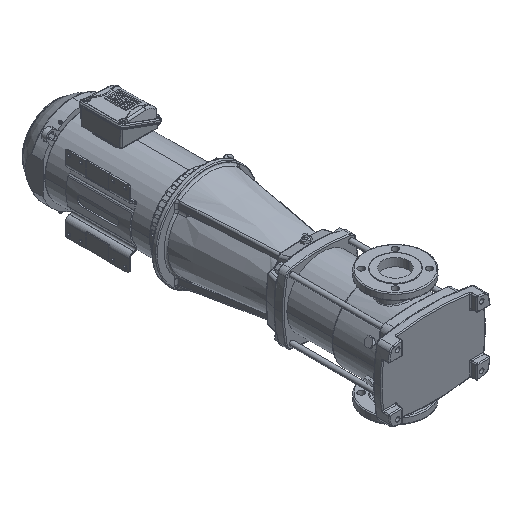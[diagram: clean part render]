
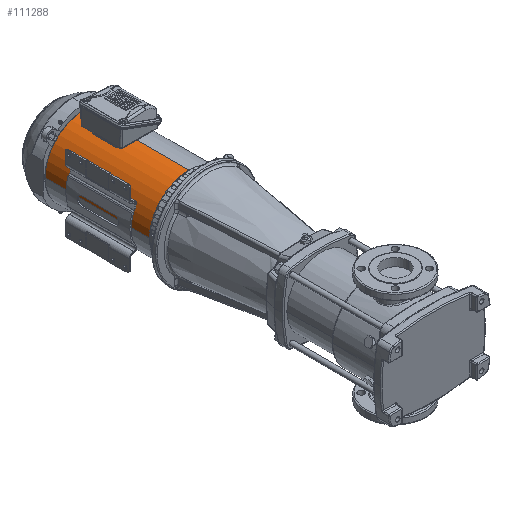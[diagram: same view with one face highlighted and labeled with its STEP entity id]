
A CAD part, isometric view. The second image highlights one B-rep face of the part: STEP entity #111288.
In plain terms, the highlighted cylindrical face has radius 124.3 mm (diameter 248.6 mm), a partial arc.
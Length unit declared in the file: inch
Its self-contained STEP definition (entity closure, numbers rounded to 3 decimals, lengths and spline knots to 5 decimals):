
#9614 = CARTESIAN_POINT ( 'NONE',  ( 6.01795, -0.74874, 4.8937 ) ) ;
#10700 = DIRECTION ( 'NONE',  ( -1., 0., 0. ) ) ;
#14119 = CARTESIAN_POINT ( 'NONE',  ( -6.94937, -0.74874, 4.8937 ) ) ;
#14811 = VERTEX_POINT ( 'NONE', #9614 ) ;
#21387 = DIRECTION ( 'NONE',  ( -1., 0., 0. ) ) ;
#23667 = CARTESIAN_POINT ( 'NONE',  ( 38.30292, -0.74874, 0. ) ) ;
#32294 = DIRECTION ( 'NONE',  ( -1., 0., 0. ) ) ;
#33128 = EDGE_CURVE ( 'NONE', #79543, #72778, #41533, .T. ) ;
#41533 = CIRCLE ( 'NONE', #48936, 4.8937 ) ;
#46809 = DIRECTION ( 'NONE',  ( 0., 0., 1. ) ) ;
#48008 = CARTESIAN_POINT ( 'NONE',  ( 6.01795, -5.64244, 0.00085 ) ) ;
#48936 = AXIS2_PLACEMENT_3D ( 'NONE', #103723, #68999, #140046 ) ;
#49441 = AXIS2_PLACEMENT_3D ( 'NONE', #23667, #21387, #46809 ) ;
#58401 = CYLINDRICAL_SURFACE ( 'NONE', #49441, 4.8937 ) ;
#58538 = CARTESIAN_POINT ( 'NONE',  ( 6.01795, -0.74874, 0. ) ) ;
#59153 = FACE_OUTER_BOUND ( 'NONE', #111834, .T. ) ;
#60413 = EDGE_CURVE ( 'NONE', #117119, #79543, #80159, .T. ) ;
#63789 = CARTESIAN_POINT ( 'NONE',  ( 38.30292, -0.74874, 4.8937 ) ) ;
#64904 = ORIENTED_EDGE ( 'NONE', *, *, #105751, .T. ) ;
#68999 = DIRECTION ( 'NONE',  ( -1., 0., 0. ) ) ;
#72778 = VERTEX_POINT ( 'NONE', #14119 ) ;
#74270 = ORIENTED_EDGE ( 'NONE', *, *, #33128, .F. ) ;
#74312 = EDGE_CURVE ( 'NONE', #117119, #14811, #123290, .T. ) ;
#79543 = VERTEX_POINT ( 'NONE', #91345 ) ;
#80159 = LINE ( 'NONE', #116429, #146474 ) ;
#91345 = CARTESIAN_POINT ( 'NONE',  ( -6.94937, -5.64244, 0.00085 ) ) ;
#100986 = AXIS2_PLACEMENT_3D ( 'NONE', #58538, #10700, #128813 ) ;
#103723 = CARTESIAN_POINT ( 'NONE',  ( -6.94937, -0.74874, 0. ) ) ;
#105751 = EDGE_CURVE ( 'NONE', #14811, #72778, #146412, .T. ) ;
#108689 = ORIENTED_EDGE ( 'NONE', *, *, #60413, .F. ) ;
#111288 = ADVANCED_FACE ( 'NONE', ( #59153 ), #58401, .T. ) ;
#111834 = EDGE_LOOP ( 'NONE', ( #129173, #64904, #74270, #108689 ) ) ;
#116429 = CARTESIAN_POINT ( 'NONE',  ( 38.30292, -5.64244, 0.00085 ) ) ;
#117119 = VERTEX_POINT ( 'NONE', #48008 ) ;
#123290 = CIRCLE ( 'NONE', #100986, 4.8937 ) ;
#125456 = VECTOR ( 'NONE', #134834, 39.37008 ) ;
#128813 = DIRECTION ( 'NONE',  ( 0., -1., 0. ) ) ;
#129173 = ORIENTED_EDGE ( 'NONE', *, *, #74312, .T. ) ;
#134834 = DIRECTION ( 'NONE',  ( -1., 0., 0. ) ) ;
#140046 = DIRECTION ( 'NONE',  ( 0., -1., 0. ) ) ;
#146412 = LINE ( 'NONE', #63789, #125456 ) ;
#146474 = VECTOR ( 'NONE', #32294, 39.37008 ) ;
